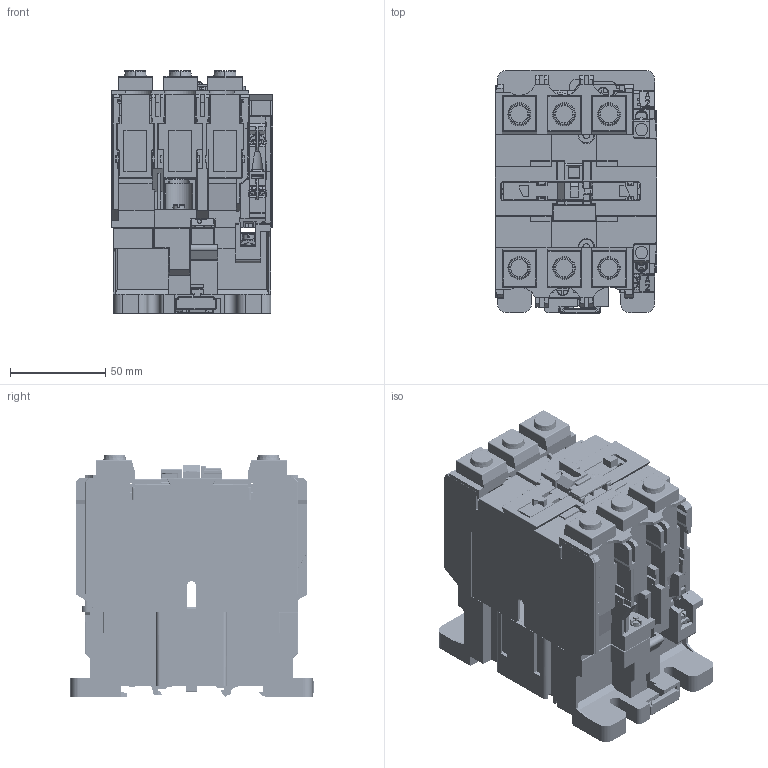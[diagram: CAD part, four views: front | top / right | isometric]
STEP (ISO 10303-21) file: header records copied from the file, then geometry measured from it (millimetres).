
FILE_DESCRIPTION((''),'2;1');
FILE_NAME('2-400-061-80_SW0001','2020-08-26T13:37:47',('liaogl'),(''),'CREO PARAMETRIC BY PTC INC, 2018020','CREO PARAMETRIC BY PTC INC, 2018020','');
FILE_SCHEMA(('CONFIG_CONTROL_DESIGN','SHAPE_APPEARANCE_LAYERS_GROUPS'));
Products named in the file (1): 2-400-061-80_SW0001
Bounding box: 84.6 x 127.5 x 127.3 mm (x, y, z)
Volume: 333768.4 mm3; surface area: 267939.7 mm2
Topology: 4 solids, 4 shells, 7999 faces, 22348 edges, 14181 vertices
Faces by surface type: plane 5086, cylinder 2143, torus 391, sphere 186, bspline 155, cone 34, extrusion 4
Entity records: 335213 total; most frequent: CARTESIAN_POINT 74305, ORIENTED_EDGE 44680, DIRECTION 40596, EDGE_CURVE 22340, VECTOR 16696, LINE 16692, VERTEX_POINT 14179, AXIS2_PLACEMENT_3D 11950
